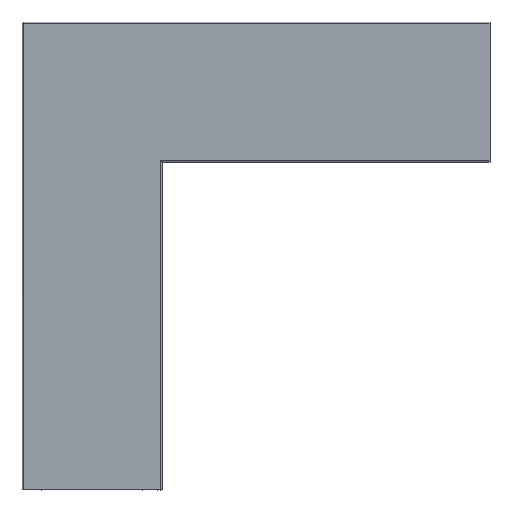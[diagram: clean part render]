
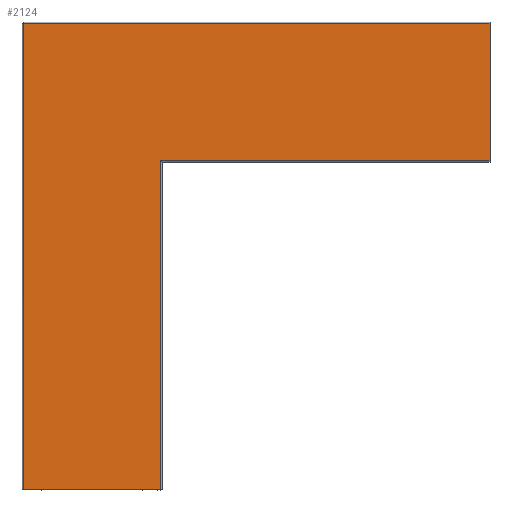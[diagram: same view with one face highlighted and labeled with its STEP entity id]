
A CAD part, front view. The second image highlights one B-rep face of the part: STEP entity #2124.
In plain terms, the highlighted planar face has unit normal (0, -1, 0).
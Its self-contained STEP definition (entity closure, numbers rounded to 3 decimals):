
#82=PLANE('',#2336);
#192=FACE_OUTER_BOUND('',#310,.T.);
#310=EDGE_LOOP('',(#1911,#1912,#1913,#1914,#1915,#1916));
#440=LINE('',#3217,#667);
#467=LINE('',#3288,#694);
#469=LINE('',#3293,#696);
#541=LINE('',#3495,#768);
#570=LINE('',#3566,#797);
#571=LINE('',#3568,#798);
#667=VECTOR('',#2564,10.);
#694=VECTOR('',#2637,10.);
#696=VECTOR('',#2643,10.);
#768=VECTOR('',#2857,10.);
#797=VECTOR('',#2932,10.);
#798=VECTOR('',#2935,10.);
#952=VERTEX_POINT('',#3214);
#953=VERTEX_POINT('',#3216);
#974=VERTEX_POINT('',#3286);
#975=VERTEX_POINT('',#3290);
#1033=VERTEX_POINT('',#3492);
#1034=VERTEX_POINT('',#3494);
#1173=EDGE_CURVE('',#952,#953,#440,.T.);
#1209=EDGE_CURVE('',#974,#952,#467,.T.);
#1212=EDGE_CURVE('',#975,#953,#469,.T.);
#1312=EDGE_CURVE('',#1034,#1033,#541,.T.);
#1349=EDGE_CURVE('',#974,#1034,#570,.T.);
#1350=EDGE_CURVE('',#975,#1033,#571,.T.);
#1911=ORIENTED_EDGE('',*,*,#1349,.T.);
#1912=ORIENTED_EDGE('',*,*,#1312,.T.);
#1913=ORIENTED_EDGE('',*,*,#1350,.F.);
#1914=ORIENTED_EDGE('',*,*,#1212,.T.);
#1915=ORIENTED_EDGE('',*,*,#1173,.F.);
#1916=ORIENTED_EDGE('',*,*,#1209,.F.);
#2124=ADVANCED_FACE('',(#192),#82,.T.);
#2336=AXIS2_PLACEMENT_3D('',#3567,#2933,#2934);
#2564=DIRECTION('',(-1.,0.,0.));
#2637=DIRECTION('',(0.,0.,-1.));
#2643=DIRECTION('',(0.,0.,-1.));
#2857=DIRECTION('',(0.,0.,1.));
#2932=DIRECTION('',(1.,0.,0.));
#2933=DIRECTION('center_axis',(0.,-1.,0.));
#2934=DIRECTION('ref_axis',(0.,0.,-1.));
#2935=DIRECTION('',(1.,0.,0.));
#3214=CARTESIAN_POINT('',(11.81,0.,-28.09));
#3216=CARTESIAN_POINT('',(0.01,0.,-28.09));
#3217=CARTESIAN_POINT('',(2.96,0.,-28.09));
#3286=CARTESIAN_POINT('',(11.81,0.,0.1));
#3288=CARTESIAN_POINT('',(11.81,0.,11.91));
#3290=CARTESIAN_POINT('',(0.01,0.,11.9));
#3293=CARTESIAN_POINT('',(0.01,0.,11.91));
#3492=CARTESIAN_POINT('',(40.,0.,11.9));
#3494=CARTESIAN_POINT('',(40.,0.,0.1));
#3495=CARTESIAN_POINT('',(40.,0.,8.95));
#3566=CARTESIAN_POINT('',(0.,0.,0.1));
#3567=CARTESIAN_POINT('Origin',(0.,0.,11.9));
#3568=CARTESIAN_POINT('',(0.,0.,11.9));
